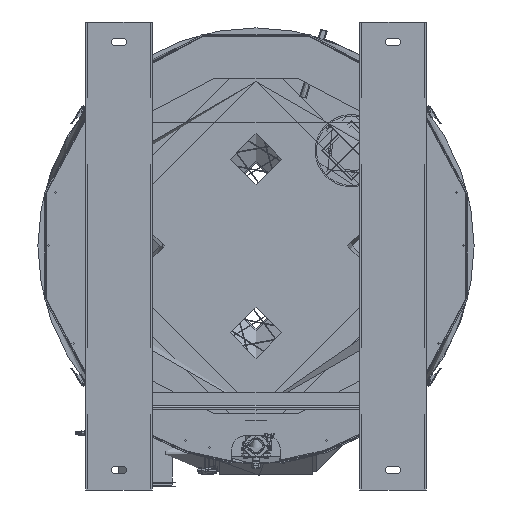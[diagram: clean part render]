
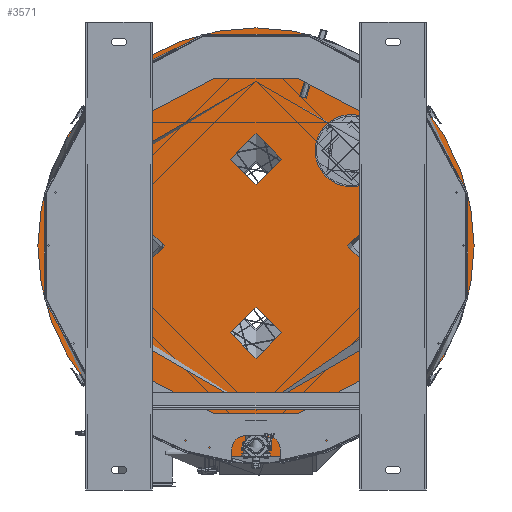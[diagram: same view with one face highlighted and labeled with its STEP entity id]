
A CAD part, front view. The second image highlights one B-rep face of the part: STEP entity #3571.
In plain terms, the highlighted planar face has unit normal (0, -1, 0).
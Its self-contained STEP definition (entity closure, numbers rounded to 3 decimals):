
#3571=ADVANCED_FACE('',(#120318,#120320,#120322,#120324,#120326,#120328,#120330,
#120332),#120334,.F.);
#120318=FACE_BOUND('',#120319,.T.);
#120319=EDGE_LOOP('',(#171491));
#120320=FACE_BOUND('',#120321,.T.);
#120321=EDGE_LOOP('',(#171492));
#120322=FACE_BOUND('',#120323,.T.);
#120323=EDGE_LOOP('',(#171493));
#120324=FACE_BOUND('',#120325,.T.);
#120325=EDGE_LOOP('',(#171494));
#120326=FACE_BOUND('',#120327,.T.);
#120327=EDGE_LOOP('',(#171495));
#120328=FACE_BOUND('',#120329,.T.);
#120329=EDGE_LOOP('',(#171496));
#120330=FACE_BOUND('',#120331,.T.);
#120331=EDGE_LOOP('',(#171497));
#120332=FACE_BOUND('',#120333,.T.);
#120333=EDGE_LOOP('',(#171498));
#120334=PLANE('',#120335);
#120335=AXIS2_PLACEMENT_3D('',#120336,#120337,#120338);
#120336=CARTESIAN_POINT('',(0.,464.,0.));
#120337=DIRECTION('',(0.,1.,0.));
#120338=DIRECTION('',(1.,0.,0.));
#171491=ORIENTED_EDGE('',*,*,#186523,.F.);
#171492=ORIENTED_EDGE('',*,*,#186524,.T.);
#171493=ORIENTED_EDGE('',*,*,#186525,.F.);
#171494=ORIENTED_EDGE('',*,*,#186526,.F.);
#171495=ORIENTED_EDGE('',*,*,#186527,.F.);
#171496=ORIENTED_EDGE('',*,*,#186528,.F.);
#171497=ORIENTED_EDGE('',*,*,#186529,.T.);
#171498=ORIENTED_EDGE('',*,*,#186530,.T.);
#186523=EDGE_CURVE('',#206926,#206926,#206927,.T.);
#186524=EDGE_CURVE('',#206928,#206928,#206929,.T.);
#186525=EDGE_CURVE('',#206930,#206930,#206931,.T.);
#186526=EDGE_CURVE('',#206932,#206932,#206933,.T.);
#186527=EDGE_CURVE('',#206934,#206934,#206935,.T.);
#186528=EDGE_CURVE('',#206936,#206936,#206937,.T.);
#186529=EDGE_CURVE('',#206938,#206938,#206939,.T.);
#186530=EDGE_CURVE('',#206940,#206940,#206941,.T.);
#206926=VERTEX_POINT('',#309918);
#206927=CIRCLE('',#309919,652.5);
#206928=VERTEX_POINT('',#309923);
#206929=CIRCLE('',#309924,11.688);
#206930=VERTEX_POINT('',#309928);
#206931=CIRCLE('',#309929,55.5);
#206932=VERTEX_POINT('',#309933);
#206933=CIRCLE('',#309934,75.5);
#206934=VERTEX_POINT('',#309938);
#206935=CIRCLE('',#309939,75.5);
#206936=VERTEX_POINT('',#309943);
#206937=CIRCLE('',#309944,55.5);
#206938=VERTEX_POINT('',#309948);
#206939=CIRCLE('',#309949,108.);
#206940=VERTEX_POINT('',#309953);
#206941=CIRCLE('',#309954,11.688);
#309918=CARTESIAN_POINT('',(652.5,464.,0.));
#309919=AXIS2_PLACEMENT_3D('',#309920,#309921,#309922);
#309920=CARTESIAN_POINT('',(0.,464.,0.));
#309921=DIRECTION('',(0.,1.,0.));
#309922=DIRECTION('',(1.,0.,0.));
#309923=CARTESIAN_POINT('',(-145.544,464.,-586.8));
#309924=AXIS2_PLACEMENT_3D('',#309925,#309926,#309927);
#309925=CARTESIAN_POINT('',(-157.233,464.,-586.8));
#309926=DIRECTION('',(0.,1.,0.));
#309927=DIRECTION('',(1.,0.,0.));
#309928=CARTESIAN_POINT('',(-274.5,464.,0.));
#309929=AXIS2_PLACEMENT_3D('',#309930,#309931,#309932);
#309930=CARTESIAN_POINT('',(-330.,464.,0.));
#309931=DIRECTION('',(0.,-1.,0.));
#309932=DIRECTION('',(1.,0.,0.));
#309933=CARTESIAN_POINT('',(75.5,464.,-260.));
#309934=AXIS2_PLACEMENT_3D('',#309935,#309936,#309937);
#309935=CARTESIAN_POINT('',(0.,464.,-260.));
#309936=DIRECTION('',(0.,-1.,0.));
#309937=DIRECTION('',(1.,0.,0.));
#309938=CARTESIAN_POINT('',(75.5,464.,260.));
#309939=AXIS2_PLACEMENT_3D('',#309940,#309941,#309942);
#309940=CARTESIAN_POINT('',(0.,464.,260.));
#309941=DIRECTION('',(0.,-1.,0.));
#309942=DIRECTION('',(1.,0.,0.));
#309943=CARTESIAN_POINT('',(385.5,464.,0.));
#309944=AXIS2_PLACEMENT_3D('',#309945,#309946,#309947);
#309945=CARTESIAN_POINT('',(330.,464.,0.));
#309946=DIRECTION('',(0.,-1.,0.));
#309947=DIRECTION('',(1.,0.,0.));
#309948=CARTESIAN_POINT('',(285.,464.,177.));
#309949=AXIS2_PLACEMENT_3D('',#309950,#309951,#309952);
#309950=CARTESIAN_POINT('',(285.,464.,285.));
#309951=DIRECTION('',(0.,1.,0.));
#309952=DIRECTION('',(0.,0.,-1.));
#309953=CARTESIAN_POINT('',(-245.052,464.,-550.582));
#309954=AXIS2_PLACEMENT_3D('',#309955,#309956,#309957);
#309955=CARTESIAN_POINT('',(-256.741,464.,-550.582));
#309956=DIRECTION('',(0.,1.,0.));
#309957=DIRECTION('',(1.,0.,0.));
